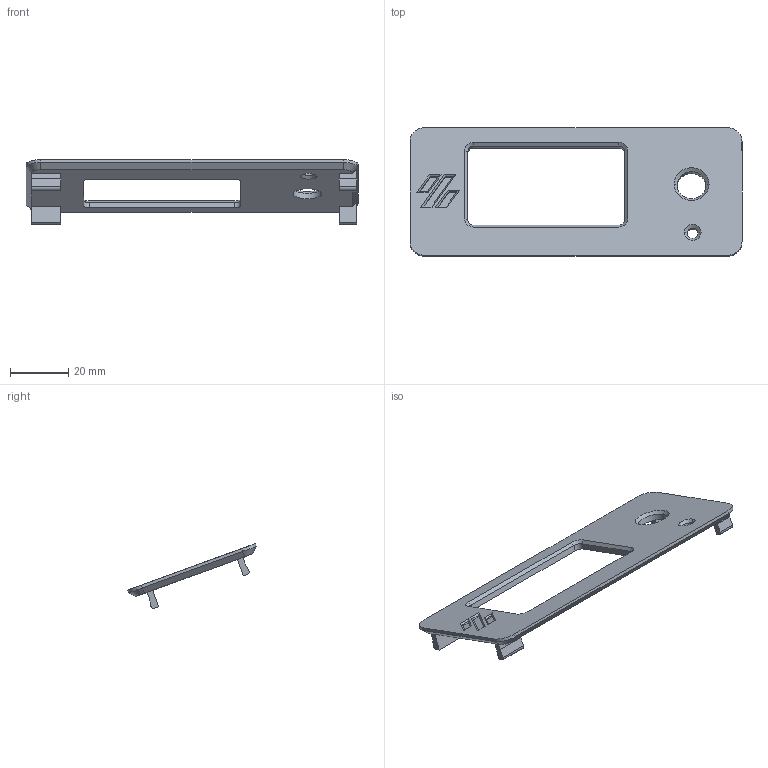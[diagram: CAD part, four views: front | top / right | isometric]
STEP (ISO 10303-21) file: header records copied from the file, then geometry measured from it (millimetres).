
FILE_DESCRIPTION((''),'2;1');
FILE_NAME('DISPLAY_COVER','2021-01-21T20:18:45',('Markus'),(''),'CREO PARAMETRIC BY PTC INC, 2020053','CREO PARAMETRIC BY PTC INC, 2020053','');
FILE_SCHEMA(('CONFIG_CONTROL_DESIGN'));
Length unit declared in the file: millimetre
Products named in the file (1): DISPLAY_COVER
Bounding box: 114.2 x 44.34 x 22.29 mm (x, y, z)
Surface area: 8957.8 mm2 (no closed solid volume)
Topology: 0 solids, 1 shells, 99 faces, 244 edges, 150 vertices
Faces by surface type: plane 69, cylinder 16, cone 14
Entity records: 2910 total; most frequent: CARTESIAN_POINT 493, DIRECTION 488, ORIENTED_EDGE 488, EDGE_CURVE 244, VECTOR 198, LINE 198, VERTEX_POINT 150, AXIS2_PLACEMENT_3D 145
